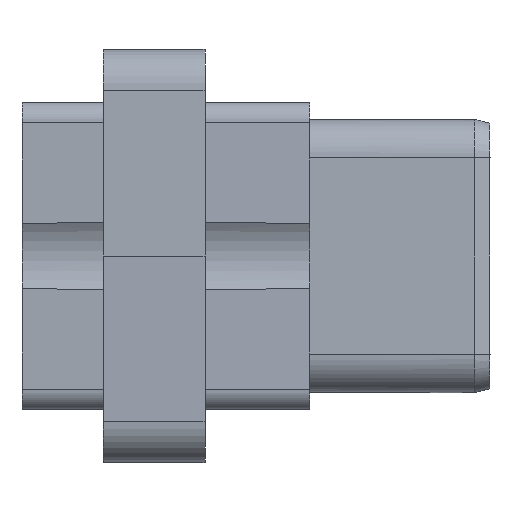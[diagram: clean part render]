
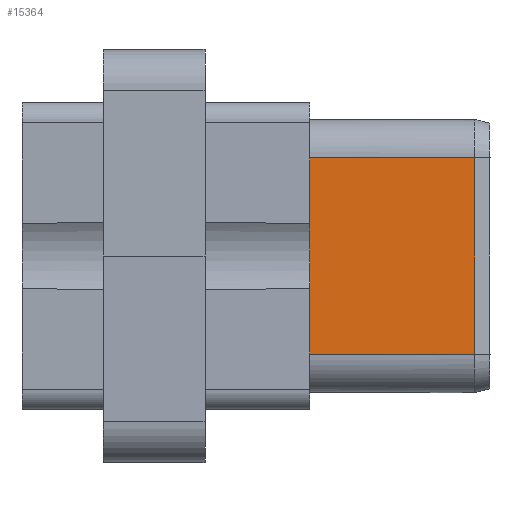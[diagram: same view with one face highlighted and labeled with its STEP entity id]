
A CAD part, front view. The second image highlights one B-rep face of the part: STEP entity #15364.
In plain terms, the highlighted planar face has unit normal (0.011, -1, 0).
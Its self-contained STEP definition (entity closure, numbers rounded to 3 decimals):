
#545=DIRECTION('',(0.,0.,1.));
#546=VECTOR('',#545,9.65);
#547=CARTESIAN_POINT('',(10.125,-20.93,-4.825));
#548=LINE('',#547,#546);
#4937=CARTESIAN_POINT('',(18.234,-20.838,4.825));
#4938=CARTESIAN_POINT('',(18.234,-20.838,3.753));
#4939=CARTESIAN_POINT('',(18.235,-20.838,1.608));
#4940=CARTESIAN_POINT('',(18.235,-20.838,
-1.608));
#4941=CARTESIAN_POINT('',(18.235,-20.838,
-3.753));
#4942=CARTESIAN_POINT('',(18.235,-20.838,
-4.825));
#4944=CARTESIAN_POINT('',(10.125,-20.93,-4.825));
#4945=CARTESIAN_POINT('',(11.026,-20.92,-4.825));
#4946=CARTESIAN_POINT('',(12.828,-20.899,
-4.825));
#4947=CARTESIAN_POINT('',(15.532,-20.869,
-4.825));
#4948=CARTESIAN_POINT('',(17.334,-20.848,
-4.825));
#4949=CARTESIAN_POINT('',(18.235,-20.838,
-4.825));
#4951=DIRECTION('',(1.,0.011,0.));
#4952=VECTOR('',#4951,8.11);
#4953=CARTESIAN_POINT('',(10.125,-20.93,4.825));
#4954=LINE('',#4953,#4952);
#4955=CARTESIAN_POINT('',(18.235,-20.838,
-4.825));
#5260=CARTESIAN_POINT('',(18.234,-20.838,4.825));
#9458=CARTESIAN_POINT('',(10.125,-20.93,-4.825));
#9459=CARTESIAN_POINT('',(10.125,-20.93,4.825));
#9460=VERTEX_POINT('',#9458);
#9461=VERTEX_POINT('',#9459);
#9492=VERTEX_POINT('',#4955);
#9513=VERTEX_POINT('',#5260);
#15351=CARTESIAN_POINT('',(14.535,-20.88,0.));
#15352=DIRECTION('',(0.011,-1.,0.));
#15353=DIRECTION('',(0.,0.,1.));
#15354=AXIS2_PLACEMENT_3D('',#15351,#15352,#15353);
#15355=PLANE('',#15354);
#15356=ORIENTED_EDGE('',*,*,#15345,.T.);
#15358=ORIENTED_EDGE('',*,*,#15357,.F.);
#15359=ORIENTED_EDGE('',*,*,#11716,.T.);
#15361=ORIENTED_EDGE('',*,*,#15360,.T.);
#15362=EDGE_LOOP('',(#15356,#15358,#15359,#15361));
#15363=FACE_OUTER_BOUND('',#15362,.F.);
#15364=ADVANCED_FACE('',(#15363),#15355,.T.);
#4943=B_SPLINE_CURVE_WITH_KNOTS('',3,(#4937,#4938,#4939,#4940,#4941,#4942),
.UNSPECIFIED.,.F.,.F.,(4,1,1,4),(0.,0.333,0.667,1.),
.UNSPECIFIED.);
#4950=B_SPLINE_CURVE_WITH_KNOTS('',3,(#4944,#4945,#4946,#4947,#4948,#4949),
.UNSPECIFIED.,.F.,.F.,(4,1,1,4),(0.,0.333,0.667,1.),
.UNSPECIFIED.);
#11716=EDGE_CURVE('',#9460,#9461,#548,.T.);
#15345=EDGE_CURVE('',#9513,#9492,#4943,.T.);
#15357=EDGE_CURVE('',#9460,#9492,#4950,.T.);
#15360=EDGE_CURVE('',#9461,#9513,#4954,.T.);
